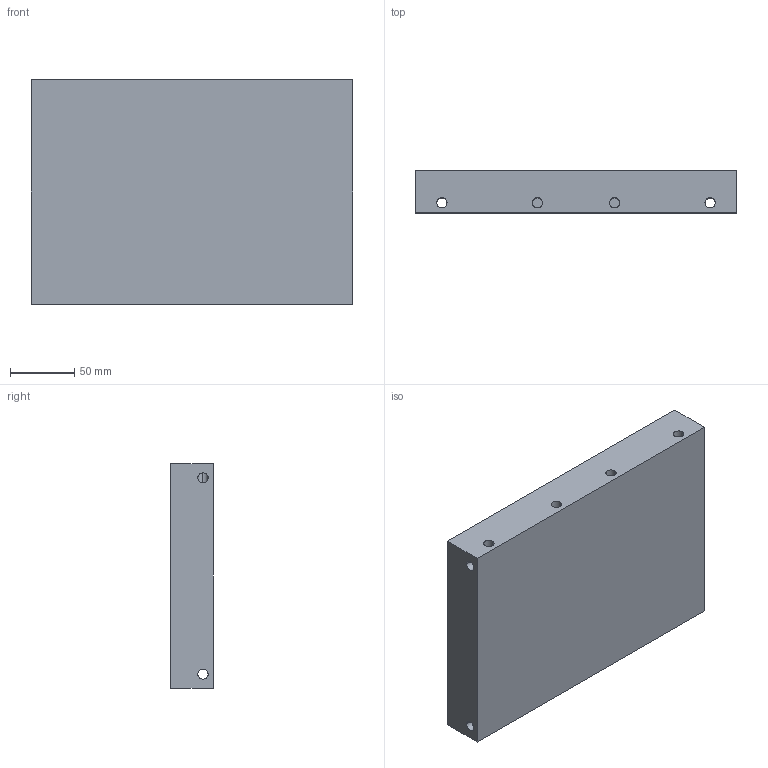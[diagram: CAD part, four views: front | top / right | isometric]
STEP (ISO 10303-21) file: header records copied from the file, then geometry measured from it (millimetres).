
FILE_DESCRIPTION (( 'STEP AP214' ), '1' );
FILE_NAME ('cavity.STEP', '2025-01-17T12:39:01', ( '' ), ( '' ), 'SwSTEP 2.0', 'SolidWorks 2022', '' );
FILE_SCHEMA (( 'AUTOMOTIVE_DESIGN' ));
Length unit declared in the file: millimetre
Products named in the file (1): cavity
Bounding box: 250 x 32.87 x 175 mm (x, y, z)
Volume: 1324328.1 mm3; surface area: 154238.5 mm2
Topology: 1 solids, 2 shells, 340 faces, 898 edges, 558 vertices
Faces by surface type: bspline 138, cylinder 108, plane 92, torus 2
Entity records: 26644 total; most frequent: CARTESIAN_POINT 15545, ORIENTED_EDGE 1796, DIRECTION 1066, EDGE_CURVE 898, VERTEX_POINT 558, LINE 422, VECTOR 422, EDGE_LOOP 358
